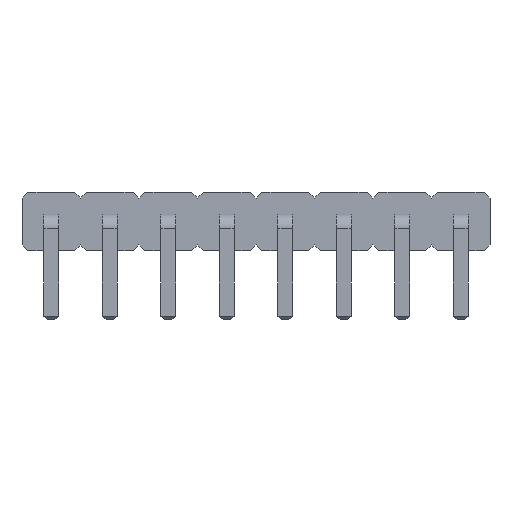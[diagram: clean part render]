
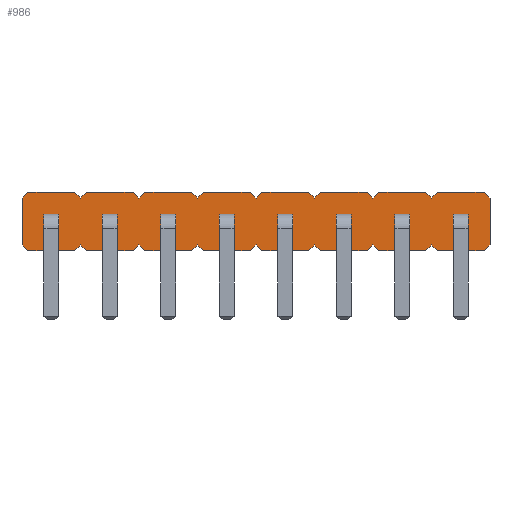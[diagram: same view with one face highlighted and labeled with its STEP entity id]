
A CAD part, left-side view. The second image highlights one B-rep face of the part: STEP entity #986.
In plain terms, the highlighted planar face has unit normal (-1, 0, 0).
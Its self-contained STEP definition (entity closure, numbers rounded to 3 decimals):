
#13=DIRECTION('',(0.,0.,1.));
#22=VERTEX_POINT('',#23);
#23=CARTESIAN_POINT('',(1.5,1.27,0.254));
#34=VECTOR('',#35,1.);
#35=DIRECTION('',(0.,-0.707,-0.707));
#38=VERTEX_POINT('',#39);
#39=CARTESIAN_POINT('',(1.5,1.016,0.));
#42=EDGE_CURVE('',#22,#38,#43,.T.);
#43=LINE('',#23,#34);
#46=DIRECTION('',(0.,0.707,-0.707));
#56=VECTOR('',#57,1.);
#57=DIRECTION('',(0.,-1.,0.));
#60=VERTEX_POINT('',#61);
#61=CARTESIAN_POINT('',(1.5,-1.016,0.));
#64=EDGE_CURVE('',#38,#60,#65,.T.);
#65=LINE('',#39,#56);
#78=VECTOR('',#79,1.);
#79=DIRECTION('',(0.,-0.707,0.707));
#82=VERTEX_POINT('',#83);
#83=CARTESIAN_POINT('',(1.5,-1.27,0.254));
#86=EDGE_CURVE('',#60,#82,#87,.T.);
#87=LINE('',#61,#78);
#102=VERTEX_POINT('',#103);
#103=CARTESIAN_POINT('',(1.5,-1.524,0.));
#106=EDGE_CURVE('',#82,#102,#107,.T.);
#107=LINE('',#83,#34);
#121=VERTEX_POINT('',#122);
#122=CARTESIAN_POINT('',(1.5,-3.556,0.));
#125=EDGE_CURVE('',#102,#121,#126,.T.);
#126=LINE('',#103,#56);
#140=VERTEX_POINT('',#141);
#141=CARTESIAN_POINT('',(1.5,-3.81,0.254));
#144=EDGE_CURVE('',#121,#140,#145,.T.);
#145=LINE('',#122,#78);
#159=VERTEX_POINT('',#160);
#160=CARTESIAN_POINT('',(1.5,-4.064,0.));
#163=EDGE_CURVE('',#140,#159,#164,.T.);
#164=LINE('',#141,#34);
#178=VERTEX_POINT('',#179);
#179=CARTESIAN_POINT('',(1.5,-6.096,0.));
#182=EDGE_CURVE('',#159,#178,#183,.T.);
#183=LINE('',#160,#56);
#197=VERTEX_POINT('',#198);
#198=CARTESIAN_POINT('',(1.5,-6.35,0.254));
#201=EDGE_CURVE('',#178,#197,#202,.T.);
#202=LINE('',#179,#78);
#216=VERTEX_POINT('',#217);
#217=CARTESIAN_POINT('',(1.5,-6.604,0.));
#220=EDGE_CURVE('',#197,#216,#221,.T.);
#221=LINE('',#198,#34);
#235=VERTEX_POINT('',#236);
#236=CARTESIAN_POINT('',(1.5,-8.636,0.));
#239=EDGE_CURVE('',#216,#235,#240,.T.);
#240=LINE('',#217,#56);
#254=VERTEX_POINT('',#255);
#255=CARTESIAN_POINT('',(1.5,-8.89,0.254));
#258=EDGE_CURVE('',#235,#254,#259,.T.);
#259=LINE('',#236,#78);
#273=VERTEX_POINT('',#274);
#274=CARTESIAN_POINT('',(1.5,-9.144,0.));
#277=EDGE_CURVE('',#254,#273,#278,.T.);
#278=LINE('',#255,#34);
#292=VERTEX_POINT('',#293);
#293=CARTESIAN_POINT('',(1.5,-11.176,0.));
#296=EDGE_CURVE('',#273,#292,#297,.T.);
#297=LINE('',#274,#56);
#311=VERTEX_POINT('',#312);
#312=CARTESIAN_POINT('',(1.5,-11.43,0.254));
#315=EDGE_CURVE('',#292,#311,#316,.T.);
#316=LINE('',#293,#78);
#330=VERTEX_POINT('',#331);
#331=CARTESIAN_POINT('',(1.5,-11.684,0.));
#334=EDGE_CURVE('',#311,#330,#335,.T.);
#335=LINE('',#312,#34);
#349=VERTEX_POINT('',#350);
#350=CARTESIAN_POINT('',(1.5,-13.716,0.));
#353=EDGE_CURVE('',#330,#349,#354,.T.);
#354=LINE('',#331,#56);
#368=VERTEX_POINT('',#369);
#369=CARTESIAN_POINT('',(1.5,-13.97,0.254));
#372=EDGE_CURVE('',#349,#368,#373,.T.);
#373=LINE('',#350,#78);
#387=VERTEX_POINT('',#388);
#388=CARTESIAN_POINT('',(1.5,-14.224,0.));
#391=EDGE_CURVE('',#368,#387,#392,.T.);
#392=LINE('',#369,#34);
#406=VERTEX_POINT('',#407);
#407=CARTESIAN_POINT('',(1.5,-16.256,0.));
#410=EDGE_CURVE('',#387,#406,#411,.T.);
#411=LINE('',#388,#56);
#425=VERTEX_POINT('',#426);
#426=CARTESIAN_POINT('',(1.5,-16.51,0.254));
#429=EDGE_CURVE('',#406,#425,#430,.T.);
#430=LINE('',#407,#78);
#444=VERTEX_POINT('',#445);
#445=CARTESIAN_POINT('',(1.5,-16.764,0.));
#448=EDGE_CURVE('',#425,#444,#449,.T.);
#449=LINE('',#426,#34);
#463=VERTEX_POINT('',#464);
#464=CARTESIAN_POINT('',(1.5,-18.796,0.));
#467=EDGE_CURVE('',#444,#463,#468,.T.);
#468=LINE('',#445,#56);
#482=VERTEX_POINT('',#483);
#483=CARTESIAN_POINT('',(1.5,-19.05,0.254));
#486=EDGE_CURVE('',#463,#482,#487,.T.);
#487=LINE('',#464,#78);
#499=VECTOR('',#13,1.);
#502=VERTEX_POINT('',#503);
#503=CARTESIAN_POINT('',(1.5,-19.05,2.286));
#506=EDGE_CURVE('',#482,#502,#507,.T.);
#507=LINE('',#483,#499);
#519=VECTOR('',#520,1.);
#520=DIRECTION('',(0.,0.707,0.707));
#523=VERTEX_POINT('',#524);
#524=CARTESIAN_POINT('',(1.5,-18.796,2.54));
#527=EDGE_CURVE('',#502,#523,#528,.T.);
#528=LINE('',#503,#519);
#540=VECTOR('',#541,1.);
#541=DIRECTION('',(0.,1.,0.));
#544=VERTEX_POINT('',#545);
#545=CARTESIAN_POINT('',(1.5,-16.764,2.54));
#548=EDGE_CURVE('',#523,#544,#549,.T.);
#549=LINE('',#524,#540);
#561=VECTOR('',#46,1.);
#564=VERTEX_POINT('',#565);
#565=CARTESIAN_POINT('',(1.5,-16.51,2.286));
#568=EDGE_CURVE('',#544,#564,#569,.T.);
#569=LINE('',#545,#561);
#583=VERTEX_POINT('',#584);
#584=CARTESIAN_POINT('',(1.5,-16.256,2.54));
#587=EDGE_CURVE('',#564,#583,#588,.T.);
#588=LINE('',#565,#519);
#602=VERTEX_POINT('',#603);
#603=CARTESIAN_POINT('',(1.5,-14.224,2.54));
#606=EDGE_CURVE('',#583,#602,#607,.T.);
#607=LINE('',#584,#540);
#621=VERTEX_POINT('',#622);
#622=CARTESIAN_POINT('',(1.5,-13.97,2.286));
#625=EDGE_CURVE('',#602,#621,#626,.T.);
#626=LINE('',#603,#561);
#640=VERTEX_POINT('',#641);
#641=CARTESIAN_POINT('',(1.5,-13.716,2.54));
#644=EDGE_CURVE('',#621,#640,#645,.T.);
#645=LINE('',#622,#519);
#659=VERTEX_POINT('',#660);
#660=CARTESIAN_POINT('',(1.5,-11.684,2.54));
#663=EDGE_CURVE('',#640,#659,#664,.T.);
#664=LINE('',#641,#540);
#678=VERTEX_POINT('',#679);
#679=CARTESIAN_POINT('',(1.5,-11.43,2.286));
#682=EDGE_CURVE('',#659,#678,#683,.T.);
#683=LINE('',#660,#561);
#697=VERTEX_POINT('',#698);
#698=CARTESIAN_POINT('',(1.5,-11.176,2.54));
#701=EDGE_CURVE('',#678,#697,#702,.T.);
#702=LINE('',#679,#519);
#716=VERTEX_POINT('',#717);
#717=CARTESIAN_POINT('',(1.5,-9.144,2.54));
#720=EDGE_CURVE('',#697,#716,#721,.T.);
#721=LINE('',#698,#540);
#735=VERTEX_POINT('',#736);
#736=CARTESIAN_POINT('',(1.5,-8.89,2.286));
#739=EDGE_CURVE('',#716,#735,#740,.T.);
#740=LINE('',#717,#561);
#754=VERTEX_POINT('',#755);
#755=CARTESIAN_POINT('',(1.5,-8.636,2.54));
#758=EDGE_CURVE('',#735,#754,#759,.T.);
#759=LINE('',#736,#519);
#773=VERTEX_POINT('',#774);
#774=CARTESIAN_POINT('',(1.5,-6.604,2.54));
#777=EDGE_CURVE('',#754,#773,#778,.T.);
#778=LINE('',#755,#540);
#792=VERTEX_POINT('',#793);
#793=CARTESIAN_POINT('',(1.5,-6.35,2.286));
#796=EDGE_CURVE('',#773,#792,#797,.T.);
#797=LINE('',#774,#561);
#811=VERTEX_POINT('',#812);
#812=CARTESIAN_POINT('',(1.5,-6.096,2.54));
#815=EDGE_CURVE('',#792,#811,#816,.T.);
#816=LINE('',#793,#519);
#830=VERTEX_POINT('',#831);
#831=CARTESIAN_POINT('',(1.5,-4.064,2.54));
#834=EDGE_CURVE('',#811,#830,#835,.T.);
#835=LINE('',#812,#540);
#849=VERTEX_POINT('',#850);
#850=CARTESIAN_POINT('',(1.5,-3.81,2.286));
#853=EDGE_CURVE('',#830,#849,#854,.T.);
#854=LINE('',#831,#561);
#868=VERTEX_POINT('',#869);
#869=CARTESIAN_POINT('',(1.5,-3.556,2.54));
#872=EDGE_CURVE('',#849,#868,#873,.T.);
#873=LINE('',#850,#519);
#887=VERTEX_POINT('',#888);
#888=CARTESIAN_POINT('',(1.5,-1.524,2.54));
#891=EDGE_CURVE('',#868,#887,#892,.T.);
#892=LINE('',#869,#540);
#906=VERTEX_POINT('',#907);
#907=CARTESIAN_POINT('',(1.5,-1.27,2.286));
#910=EDGE_CURVE('',#887,#906,#911,.T.);
#911=LINE('',#888,#561);
#925=VERTEX_POINT('',#926);
#926=CARTESIAN_POINT('',(1.5,-1.016,2.54));
#929=EDGE_CURVE('',#906,#925,#930,.T.);
#930=LINE('',#907,#519);
#944=VERTEX_POINT('',#945);
#945=CARTESIAN_POINT('',(1.5,1.016,2.54));
#948=EDGE_CURVE('',#925,#944,#949,.T.);
#949=LINE('',#926,#540);
#963=VERTEX_POINT('',#964);
#964=CARTESIAN_POINT('',(1.5,1.27,2.286));
#967=EDGE_CURVE('',#944,#963,#968,.T.);
#968=LINE('',#945,#561);
#978=VECTOR('',#979,1.);
#979=DIRECTION('',(0.,0.,-1.));
#982=EDGE_CURVE('',#963,#22,#983,.T.);
#983=LINE('',#964,#978);
#986=ADVANCED_FACE('',(#987),#1039,.T.);
#987=FACE_BOUND('',#988,.T.);
#988=EDGE_LOOP('',(#989,#990,#991,#992,#993,#994,#995,#996,#997,#998,#999,#1000,#1001,#1002,#1003,#1004,#1005,#1006,#1007,#1008,#1009,#1010,#1011,#1012,#1013,#1014,#1015,#1016,#1017,#1018,#1019,#1020,#1021,#1022,#1023,#1024,#1025,#1026,#1027,#1028,#1029,#1030,#1031,#1032,#1033,#1034,#1035,#1036,#1037,#1038));
#989=ORIENTED_EDGE('',*,*,#42,.T.);
#990=ORIENTED_EDGE('',*,*,#64,.T.);
#991=ORIENTED_EDGE('',*,*,#86,.T.);
#992=ORIENTED_EDGE('',*,*,#106,.T.);
#993=ORIENTED_EDGE('',*,*,#125,.T.);
#994=ORIENTED_EDGE('',*,*,#144,.T.);
#995=ORIENTED_EDGE('',*,*,#163,.T.);
#996=ORIENTED_EDGE('',*,*,#182,.T.);
#997=ORIENTED_EDGE('',*,*,#201,.T.);
#998=ORIENTED_EDGE('',*,*,#220,.T.);
#999=ORIENTED_EDGE('',*,*,#239,.T.);
#1000=ORIENTED_EDGE('',*,*,#258,.T.);
#1001=ORIENTED_EDGE('',*,*,#277,.T.);
#1002=ORIENTED_EDGE('',*,*,#296,.T.);
#1003=ORIENTED_EDGE('',*,*,#315,.T.);
#1004=ORIENTED_EDGE('',*,*,#334,.T.);
#1005=ORIENTED_EDGE('',*,*,#353,.T.);
#1006=ORIENTED_EDGE('',*,*,#372,.T.);
#1007=ORIENTED_EDGE('',*,*,#391,.T.);
#1008=ORIENTED_EDGE('',*,*,#410,.T.);
#1009=ORIENTED_EDGE('',*,*,#429,.T.);
#1010=ORIENTED_EDGE('',*,*,#448,.T.);
#1011=ORIENTED_EDGE('',*,*,#467,.T.);
#1012=ORIENTED_EDGE('',*,*,#486,.T.);
#1013=ORIENTED_EDGE('',*,*,#506,.T.);
#1014=ORIENTED_EDGE('',*,*,#527,.T.);
#1015=ORIENTED_EDGE('',*,*,#548,.T.);
#1016=ORIENTED_EDGE('',*,*,#568,.T.);
#1017=ORIENTED_EDGE('',*,*,#587,.T.);
#1018=ORIENTED_EDGE('',*,*,#606,.T.);
#1019=ORIENTED_EDGE('',*,*,#625,.T.);
#1020=ORIENTED_EDGE('',*,*,#644,.T.);
#1021=ORIENTED_EDGE('',*,*,#663,.T.);
#1022=ORIENTED_EDGE('',*,*,#682,.T.);
#1023=ORIENTED_EDGE('',*,*,#701,.T.);
#1024=ORIENTED_EDGE('',*,*,#720,.T.);
#1025=ORIENTED_EDGE('',*,*,#739,.T.);
#1026=ORIENTED_EDGE('',*,*,#758,.T.);
#1027=ORIENTED_EDGE('',*,*,#777,.T.);
#1028=ORIENTED_EDGE('',*,*,#796,.T.);
#1029=ORIENTED_EDGE('',*,*,#815,.T.);
#1030=ORIENTED_EDGE('',*,*,#834,.T.);
#1031=ORIENTED_EDGE('',*,*,#853,.T.);
#1032=ORIENTED_EDGE('',*,*,#872,.T.);
#1033=ORIENTED_EDGE('',*,*,#891,.T.);
#1034=ORIENTED_EDGE('',*,*,#910,.T.);
#1035=ORIENTED_EDGE('',*,*,#929,.T.);
#1036=ORIENTED_EDGE('',*,*,#948,.T.);
#1037=ORIENTED_EDGE('',*,*,#967,.T.);
#1038=ORIENTED_EDGE('',*,*,#982,.T.);
#1039=PLANE('',#1040);
#1040=AXIS2_PLACEMENT_3D('',#1041,#1042,#1043);
#1041=CARTESIAN_POINT('',(1.5,-8.89,1.27));
#1042=DIRECTION('',(-1.,0.,0.));
#1043=DIRECTION('',(0.,0.,-1.));
